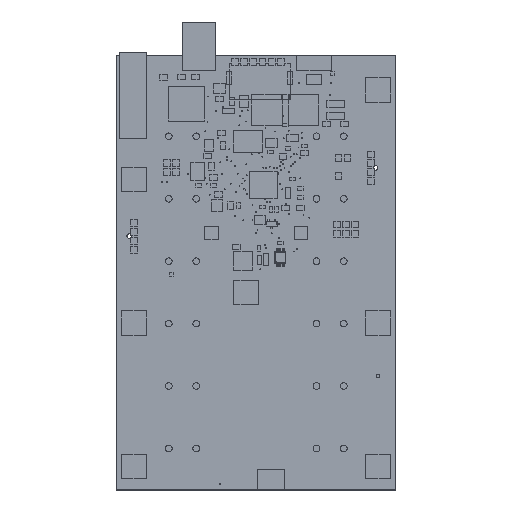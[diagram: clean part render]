
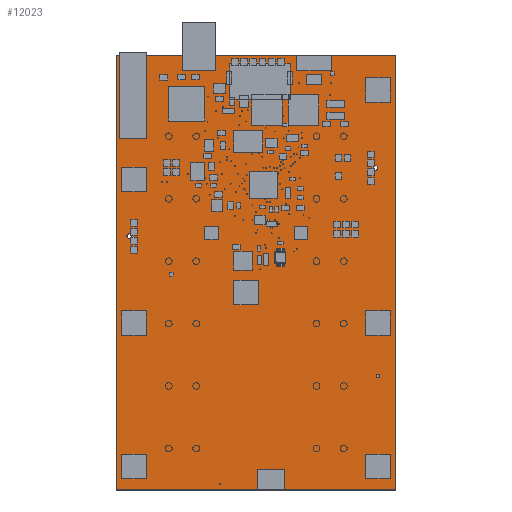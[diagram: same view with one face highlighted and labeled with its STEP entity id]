
A CAD part, top view. The second image highlights one B-rep face of the part: STEP entity #12023.
In plain terms, the highlighted planar face has unit normal (0, 0, 1).
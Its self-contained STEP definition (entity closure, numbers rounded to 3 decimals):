
#747=FACE_BOUND('',#2631,.T.);
#748=FACE_BOUND('',#2632,.T.);
#968=PLANE('',#13563);
#1681=FACE_OUTER_BOUND('',#2630,.T.);
#2630=EDGE_LOOP('',(#9188,#9189,#9190,#9191));
#2631=EDGE_LOOP('',(#9192));
#2632=EDGE_LOOP('',(#9193));
#3390=CIRCLE('',#13556,0.65);
#3391=CIRCLE('',#13558,0.65);
#3738=LINE('',#19430,#4708);
#3740=LINE('',#19434,#4710);
#3742=LINE('',#19438,#4712);
#3744=LINE('',#19441,#4714);
#4708=VECTOR('',#16035,10.);
#4710=VECTOR('',#16039,10.);
#4712=VECTOR('',#16043,10.);
#4714=VECTOR('',#16047,10.);
#5862=VERTEX_POINT('',#19419);
#5863=VERTEX_POINT('',#19423);
#5864=VERTEX_POINT('',#19427);
#5865=VERTEX_POINT('',#19429);
#5866=VERTEX_POINT('',#19433);
#5867=VERTEX_POINT('',#19437);
#7047=EDGE_CURVE('',#5862,#5862,#3390,.T.);
#7049=EDGE_CURVE('',#5863,#5863,#3391,.T.);
#7052=EDGE_CURVE('',#5865,#5864,#3738,.T.);
#7054=EDGE_CURVE('',#5866,#5865,#3740,.T.);
#7056=EDGE_CURVE('',#5867,#5866,#3742,.T.);
#7058=EDGE_CURVE('',#5864,#5867,#3744,.T.);
#9188=ORIENTED_EDGE('',*,*,#7058,.T.);
#9189=ORIENTED_EDGE('',*,*,#7056,.T.);
#9190=ORIENTED_EDGE('',*,*,#7054,.T.);
#9191=ORIENTED_EDGE('',*,*,#7052,.T.);
#9192=ORIENTED_EDGE('',*,*,#7049,.T.);
#9193=ORIENTED_EDGE('',*,*,#7047,.T.);
#12023=ADVANCED_FACE('',(#1681,#747,#748),#968,.T.);
#13556=AXIS2_PLACEMENT_3D('',#19420,#16024,#16025);
#13558=AXIS2_PLACEMENT_3D('',#19424,#16029,#16030);
#13563=AXIS2_PLACEMENT_3D('',#19442,#16048,#16049);
#16024=DIRECTION('center_axis',(0.,0.,-1.));
#16025=DIRECTION('ref_axis',(1.,0.,0.));
#16029=DIRECTION('center_axis',(0.,0.,-1.));
#16030=DIRECTION('ref_axis',(1.,0.,0.));
#16035=DIRECTION('',(0.,1.,0.));
#16039=DIRECTION('',(1.,0.,0.));
#16043=DIRECTION('',(0.,-1.,0.));
#16047=DIRECTION('',(-1.,0.,0.));
#16048=DIRECTION('center_axis',(0.,0.,1.));
#16049=DIRECTION('ref_axis',(1.,0.,0.));
#19419=CARTESIAN_POINT('',(86.69,103.25,1.671));
#19420=CARTESIAN_POINT('Origin',(87.34,103.25,1.671));
#19423=CARTESIAN_POINT('',(18.01,84.25,1.671));
#19424=CARTESIAN_POINT('Origin',(18.66,84.25,1.671));
#19427=CARTESIAN_POINT('',(93.,134.5,1.671));
#19429=CARTESIAN_POINT('',(93.,13.5,1.671));
#19430=CARTESIAN_POINT('',(93.,13.5,1.671));
#19433=CARTESIAN_POINT('',(15.,13.5,1.671));
#19434=CARTESIAN_POINT('',(15.,13.5,1.671));
#19437=CARTESIAN_POINT('',(15.,134.5,1.671));
#19438=CARTESIAN_POINT('',(15.,134.5,1.671));
#19441=CARTESIAN_POINT('',(75.774,134.5,1.671));
#19442=CARTESIAN_POINT('Origin',(54.,74.,1.671));
